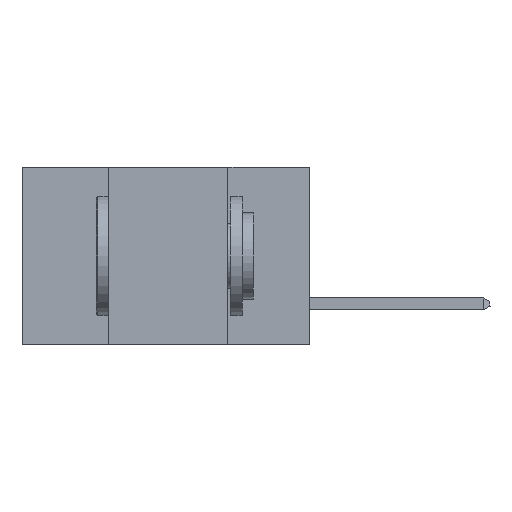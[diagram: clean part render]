
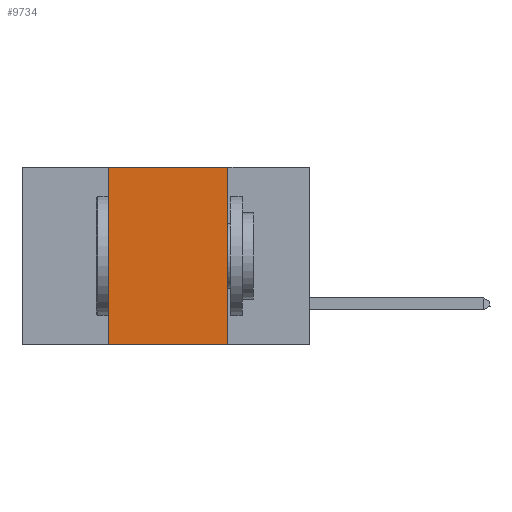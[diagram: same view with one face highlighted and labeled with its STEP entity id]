
A CAD part, left-side view. The second image highlights one B-rep face of the part: STEP entity #9734.
In plain terms, the highlighted planar face has unit normal (-1, 0, 0).
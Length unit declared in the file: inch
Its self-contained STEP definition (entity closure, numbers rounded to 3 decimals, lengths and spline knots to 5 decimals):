
#3022 = EDGE_LOOP ( 'NONE', ( #27999, #29770, #21551, #27389 ) ) ;
#4079 = LINE ( 'NONE', #14973, #18552 ) ;
#5535 = DIRECTION ( 'NONE',  ( 0., 0., -1. ) ) ;
#6224 = DIRECTION ( 'NONE',  ( 0., -1., 0. ) ) ;
#9562 = VERTEX_POINT ( 'NONE', #10208 ) ;
#9734 = ADVANCED_FACE ( 'NONE', ( #17387 ), #24024, .F. ) ;
#9970 = CARTESIAN_POINT ( 'NONE',  ( 0., 0.17, 0. ) ) ;
#10053 = VERTEX_POINT ( 'NONE', #38414 ) ;
#10208 = CARTESIAN_POINT ( 'NONE',  ( 0., 0.42, 0. ) ) ;
#11118 = VECTOR ( 'NONE', #19085, 39.37008 ) ;
#11184 = AXIS2_PLACEMENT_3D ( 'NONE', #27142, #11585, #5535 ) ;
#11302 = DIRECTION ( 'NONE',  ( 0., 0., 1. ) ) ;
#11585 = DIRECTION ( 'NONE',  ( 1., 0., 0. ) ) ;
#12174 = DIRECTION ( 'NONE',  ( 0., -1., 0. ) ) ;
#13634 = VERTEX_POINT ( 'NONE', #19533 ) ;
#14973 = CARTESIAN_POINT ( 'NONE',  ( 0., 0.6, -0.37 ) ) ;
#16555 = EDGE_CURVE ( 'NONE', #13634, #9562, #18799, .T. ) ;
#17387 = FACE_OUTER_BOUND ( 'NONE', #3022, .T. ) ;
#18552 = VECTOR ( 'NONE', #6224, 39.37008 ) ;
#18799 = LINE ( 'NONE', #23205, #37098 ) ;
#19085 = DIRECTION ( 'NONE',  ( 0., 0., -1. ) ) ;
#19424 = VERTEX_POINT ( 'NONE', #9970 ) ;
#19533 = CARTESIAN_POINT ( 'NONE',  ( 0., 0.42, -0.37 ) ) ;
#20219 = EDGE_CURVE ( 'NONE', #13634, #10053, #4079, .T. ) ;
#21551 = ORIENTED_EDGE ( 'NONE', *, *, #16555, .F. ) ;
#21688 = CARTESIAN_POINT ( 'NONE',  ( 0., 0.17, 0. ) ) ;
#23205 = CARTESIAN_POINT ( 'NONE',  ( 0., 0.42, 0. ) ) ;
#24024 = PLANE ( 'NONE',  #11184 ) ;
#27142 = CARTESIAN_POINT ( 'NONE',  ( 0., 0.6, 0. ) ) ;
#27337 = VECTOR ( 'NONE', #12174, 39.37008 ) ;
#27389 = ORIENTED_EDGE ( 'NONE', *, *, #20219, .T. ) ;
#27999 = ORIENTED_EDGE ( 'NONE', *, *, #29767, .F. ) ;
#28082 = CARTESIAN_POINT ( 'NONE',  ( 0., 0.6, 0. ) ) ;
#29767 = EDGE_CURVE ( 'NONE', #19424, #10053, #31313, .T. ) ;
#29770 = ORIENTED_EDGE ( 'NONE', *, *, #32403, .F. ) ;
#30215 = LINE ( 'NONE', #28082, #27337 ) ;
#31313 = LINE ( 'NONE', #21688, #11118 ) ;
#32403 = EDGE_CURVE ( 'NONE', #9562, #19424, #30215, .T. ) ;
#37098 = VECTOR ( 'NONE', #11302, 39.37008 ) ;
#38414 = CARTESIAN_POINT ( 'NONE',  ( 0., 0.17, -0.37 ) ) ;
